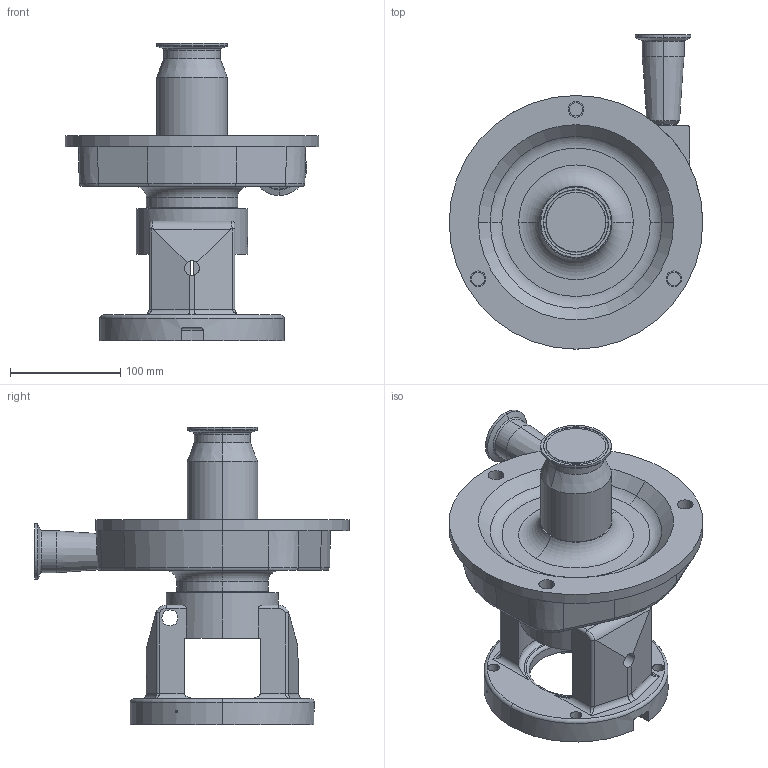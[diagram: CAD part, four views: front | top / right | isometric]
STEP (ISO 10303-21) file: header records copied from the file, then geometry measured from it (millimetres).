
FILE_DESCRIPTION (( 'STEP AP214' ), '1' );
FILE_NAME ('FPX 721-722 140TC VERTICAL.STEP', '2022-12-16T20:09:35', ( '' ), ( '' ), 'SwSTEP 2.0', 'SolidWorks 2021', '' );
FILE_SCHEMA (( 'AUTOMOTIVE_DESIGN' ));
Length unit declared in the file: millimetre
Products named in the file (2): FPX 721-722 140TC VERTICAL; FPX 720 140TC VERTICAL^1275000076.STEP
Assembly tree (1 placements, depth 2):
  FPX 721-722 140TC VERTICAL
    FPX 720 140TC VERTICAL^1275000076.STEP
Bounding box: 230 x 285 x 270 mm (x, y, z)
Volume: 2444322.5 mm3; surface area: 335671.6 mm2
Topology: 1 solids, 2 shells, 328 faces, 804 edges, 484 vertices
Faces by surface type: cylinder 139, torus 70, plane 69, cone 43, bspline 7
Entity records: 14262 total; most frequent: CARTESIAN_POINT 6348, DIRECTION 1777, ORIENTED_EDGE 1592, EDGE_CURVE 796, AXIS2_PLACEMENT_3D 733, VERTEX_POINT 484, CIRCLE 408, EDGE_LOOP 364
